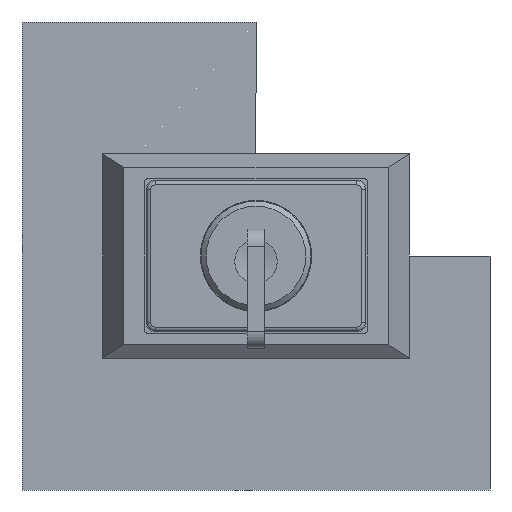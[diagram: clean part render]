
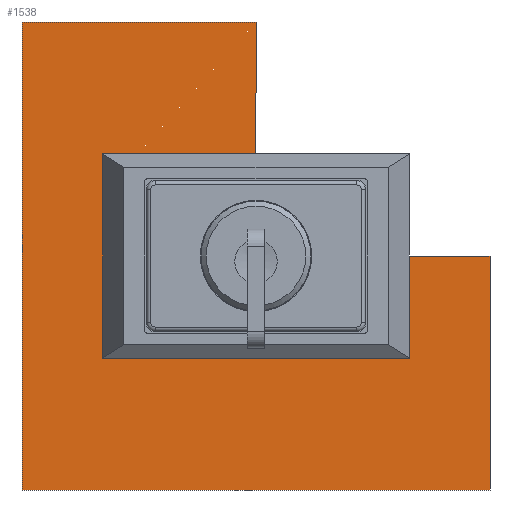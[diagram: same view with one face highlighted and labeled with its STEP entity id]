
A CAD part, front view. The second image highlights one B-rep face of the part: STEP entity #1538.
In plain terms, the highlighted planar face has unit normal (0, -1, 0).
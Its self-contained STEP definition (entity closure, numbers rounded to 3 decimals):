
#1538 = ADVANCED_FACE( '', ( #3143 ), #3144, .T. );
#3143 = FACE_OUTER_BOUND( '', #5237, .T. );
#3144 = PLANE( '', #5238 );
#5237 = EDGE_LOOP( '', ( #9891, #9892, #9893, #9894, #9895, #9896, #9897, #9898, #9899, #9900 ) );
#5238 = AXIS2_PLACEMENT_3D( '', #9901, #9902, #9903 );
#9891 = ORIENTED_EDGE( '', *, *, #13923, .F. );
#9892 = ORIENTED_EDGE( '', *, *, #13924, .T. );
#9893 = ORIENTED_EDGE( '', *, *, #12376, .T. );
#9894 = ORIENTED_EDGE( '', *, *, #13056, .T. );
#9895 = ORIENTED_EDGE( '', *, *, #13451, .T. );
#9896 = ORIENTED_EDGE( '', *, *, #13925, .F. );
#9897 = ORIENTED_EDGE( '', *, *, #13926, .F. );
#9898 = ORIENTED_EDGE( '', *, *, #13378, .F. );
#9899 = ORIENTED_EDGE( '', *, *, #13927, .F. );
#9900 = ORIENTED_EDGE( '', *, *, #13700, .F. );
#9901 = CARTESIAN_POINT( '', ( -27.5, 0., -27.5 ) );
#9902 = DIRECTION( '', ( 0., -1., 0. ) );
#9903 = DIRECTION( '', ( 0., 0., -1. ) );
#12376 = EDGE_CURVE( '', #17355, #17356, #17357, .T. );
#13056 = EDGE_CURVE( '', #17356, #18535, #18536, .T. );
#13378 = EDGE_CURVE( '', #19016, #19018, #19019, .T. );
#13451 = EDGE_CURVE( '', #18535, #19112, #19114, .T. );
#13700 = EDGE_CURVE( '', #19459, #19461, #19462, .T. );
#13923 = EDGE_CURVE( '', #19747, #19459, #19748, .T. );
#13924 = EDGE_CURVE( '', #19747, #17355, #19749, .T. );
#13925 = EDGE_CURVE( '', #19750, #19112, #19751, .T. );
#13926 = EDGE_CURVE( '', #19018, #19750, #19752, .T. );
#13927 = EDGE_CURVE( '', #19461, #19016, #19753, .T. );
#17355 = VERTEX_POINT( '', #21139 );
#17356 = VERTEX_POINT( '', #21140 );
#17357 = LINE( '', #21141, #21142 );
#18535 = VERTEX_POINT( '', #22937 );
#18536 = LINE( '', #22938, #22939 );
#19016 = VERTEX_POINT( '', #23658 );
#19018 = VERTEX_POINT( '', #23661 );
#19019 = LINE( '', #23662, #23663 );
#19112 = VERTEX_POINT( '', #23803 );
#19114 = LINE( '', #23806, #23807 );
#19459 = VERTEX_POINT( '', #24311 );
#19461 = VERTEX_POINT( '', #24314 );
#19462 = LINE( '', #24315, #24316 );
#19747 = VERTEX_POINT( '', #24754 );
#19748 = LINE( '', #24755, #24756 );
#19749 = LINE( '', #24757, #24758 );
#19750 = VERTEX_POINT( '', #24759 );
#19751 = LINE( '', #24760, #24761 );
#19752 = LINE( '', #24762, #24763 );
#19753 = LINE( '', #24764, #24765 );
#21139 = CARTESIAN_POINT( '', ( -27.5, 0., 27.5 ) );
#21140 = CARTESIAN_POINT( '', ( -27.5, 0., -27.5 ) );
#21141 = CARTESIAN_POINT( '', ( -27.5, 0., 27.5 ) );
#21142 = VECTOR( '', #26809, 1000. );
#22937 = CARTESIAN_POINT( '', ( 27.5, 0., -27.5 ) );
#22938 = CARTESIAN_POINT( '', ( -27.5, 0., -27.5 ) );
#22939 = VECTOR( '', #27494, 1000. );
#23658 = CARTESIAN_POINT( '', ( -14.875, 0., -10.875 ) );
#23661 = CARTESIAN_POINT( '', ( 14.875, 0., -10.875 ) );
#23662 = CARTESIAN_POINT( '', ( -14.875, 0., -10.875 ) );
#23663 = VECTOR( '', #27789, 1000. );
#23803 = CARTESIAN_POINT( '', ( 27.5, 0., 0. ) );
#23806 = CARTESIAN_POINT( '', ( 27.5, 0., -27.5 ) );
#23807 = VECTOR( '', #27850, 1000. );
#24311 = CARTESIAN_POINT( '', ( 0., 0., 10.875 ) );
#24314 = CARTESIAN_POINT( '', ( -14.875, 0., 10.875 ) );
#24315 = CARTESIAN_POINT( '', ( 14.875, 0., 10.875 ) );
#24316 = VECTOR( '', #28074, 1000. );
#24754 = CARTESIAN_POINT( '', ( 0., 0., 27.5 ) );
#24755 = CARTESIAN_POINT( '', ( 0., 0., 27.5 ) );
#24756 = VECTOR( '', #28252, 1000. );
#24757 = CARTESIAN_POINT( '', ( 27.5, 0., 27.5 ) );
#24758 = VECTOR( '', #28253, 1000. );
#24759 = CARTESIAN_POINT( '', ( 14.875, 0., 0. ) );
#24760 = CARTESIAN_POINT( '', ( 0., 0., 0. ) );
#24761 = VECTOR( '', #28254, 1000. );
#24762 = CARTESIAN_POINT( '', ( 14.875, 0., -10.875 ) );
#24763 = VECTOR( '', #28255, 1000. );
#24764 = CARTESIAN_POINT( '', ( -14.875, 0., 10.875 ) );
#24765 = VECTOR( '', #28256, 1000. );
#26809 = DIRECTION( '', ( 0., 0., -1. ) );
#27494 = DIRECTION( '', ( 1., 0., 0. ) );
#27789 = DIRECTION( '', ( 1., 0., 0. ) );
#27850 = DIRECTION( '', ( 0., 0., 1. ) );
#28074 = DIRECTION( '', ( -1., 0., 0. ) );
#28252 = DIRECTION( '', ( 0., 0., -1. ) );
#28253 = DIRECTION( '', ( -1., 0., 0. ) );
#28254 = DIRECTION( '', ( 1., 0., 0. ) );
#28255 = DIRECTION( '', ( 0., 0., 1. ) );
#28256 = DIRECTION( '', ( 0., 0., -1. ) );
